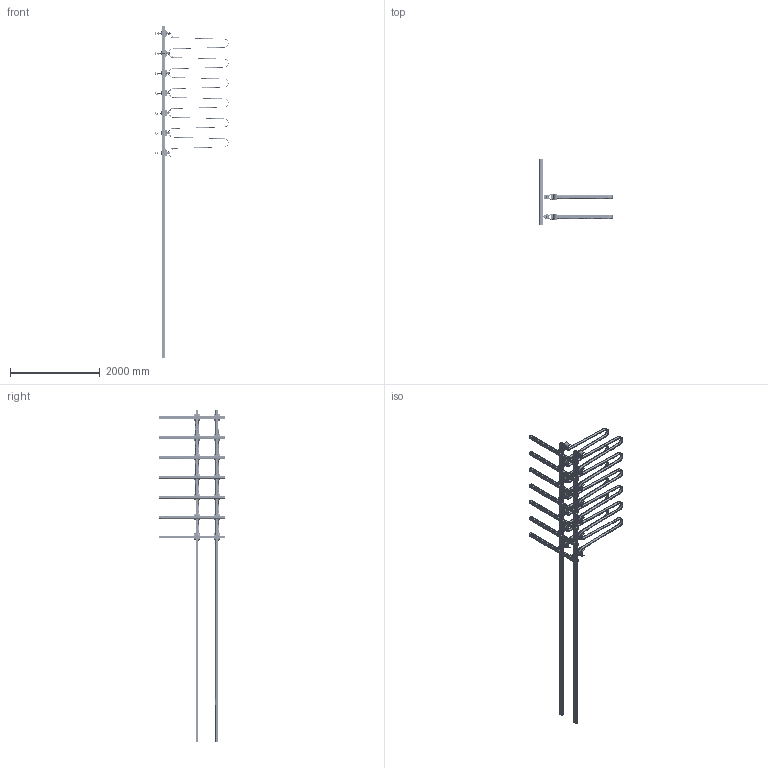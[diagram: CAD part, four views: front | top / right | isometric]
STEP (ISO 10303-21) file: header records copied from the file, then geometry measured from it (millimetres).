
FILE_DESCRIPTION(('FreeCAD Model'),'2;1');
FILE_NAME('Open CASCADE Shape Model','2025-05-07T19:08:03',('FreeCAD'),( 'FreeCAD'),'Open CASCADE STEP processor 7.6','FreeCAD','Unknown');
FILE_SCHEMA(('AUTOMOTIVE_DESIGN { 1 0 10303 214 1 1 1 1 }'));
Products named in the file (1): Open CASCADE STEP translator 7.6 1
Bounding box: 1628.34 x 1479.77 x 7398.87 mm (x, y, z)
Volume: 63572334.7 mm3; surface area: 19861463.4 mm2
Topology: 459 solids, 459 shells, 7208 faces, 16384 edges, 10192 vertices
Faces by surface type: bspline 7208
Entity records: 233176 total; most frequent: CARTESIAN_POINT 137401, ORIENTED_EDGE 32656, EDGE_CURVE 16328, VERTEX_POINT 10192, FACE_BOUND 8398, EDGE_LOOP 8398, B_SPLINE_CURVE_WITH_KNOTS 7986, ADVANCED_FACE 7208
